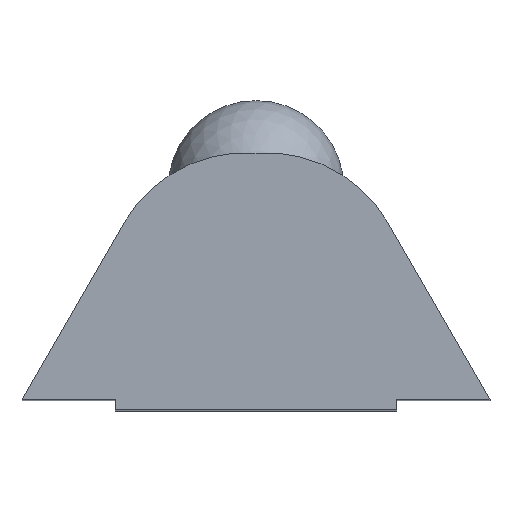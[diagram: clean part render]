
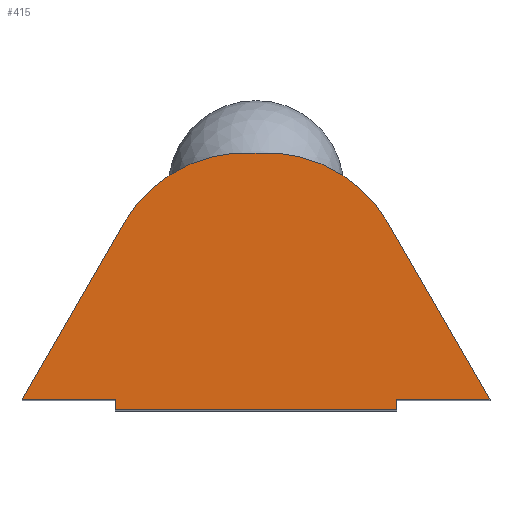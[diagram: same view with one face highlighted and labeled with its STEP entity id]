
A CAD part, top view. The second image highlights one B-rep face of the part: STEP entity #415.
In plain terms, the highlighted planar face has unit normal (0, 0, 1).
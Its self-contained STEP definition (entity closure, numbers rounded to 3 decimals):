
#21 = VECTOR ( 'NONE', #361, 1000. ) ;
#26 = EDGE_CURVE ( 'NONE', #410, #210, #545, .T. ) ;
#30 = VERTEX_POINT ( 'NONE', #53 ) ;
#46 = LINE ( 'NONE', #70, #326 ) ;
#47 = ORIENTED_EDGE ( 'NONE', *, *, #603, .T. ) ;
#53 = CARTESIAN_POINT ( 'NONE',  ( 0., 7., 0. ) ) ;
#55 = DIRECTION ( 'NONE',  ( 0., 0., 1. ) ) ;
#57 = ORIENTED_EDGE ( 'NONE', *, *, #338, .F. ) ;
#62 = CARTESIAN_POINT ( 'NONE',  ( -4., 0., 0. ) ) ;
#70 = CARTESIAN_POINT ( 'NONE',  ( 4., 0., 0. ) ) ;
#89 = ORIENTED_EDGE ( 'NONE', *, *, #108, .T. ) ;
#96 = VERTEX_POINT ( 'NONE', #577 ) ;
#108 = EDGE_CURVE ( 'NONE', #755, #670, #376, .T. ) ;
#113 = CIRCLE ( 'NONE', #578, 4. ) ;
#138 = CARTESIAN_POINT ( 'NONE',  ( 6.65, 0., 0. ) ) ;
#160 = DIRECTION ( 'NONE',  ( 0., 0., -1. ) ) ;
#166 = VECTOR ( 'NONE', #506, 1000. ) ;
#178 = VERTEX_POINT ( 'NONE', #389 ) ;
#210 = VERTEX_POINT ( 'NONE', #62 ) ;
#235 = ORIENTED_EDGE ( 'NONE', *, *, #26, .F. ) ;
#245 = VERTEX_POINT ( 'NONE', #569 ) ;
#250 = VECTOR ( 'NONE', #515, 1000. ) ;
#256 = DIRECTION ( 'NONE',  ( 1., 0., 0. ) ) ;
#257 = DIRECTION ( 'NONE',  ( 0., 1., 0. ) ) ;
#269 = LINE ( 'NONE', #552, #21 ) ;
#274 = DIRECTION ( 'NONE',  ( -1., 0., 0. ) ) ;
#281 = VECTOR ( 'NONE', #350, 1000. ) ;
#300 = DIRECTION ( 'NONE',  ( 0., 0., 1. ) ) ;
#303 = ORIENTED_EDGE ( 'NONE', *, *, #758, .T. ) ;
#315 = CIRCLE ( 'NONE', #607, 4. ) ;
#326 = VECTOR ( 'NONE', #257, 1000. ) ;
#338 = EDGE_CURVE ( 'NONE', #210, #245, #568, .T. ) ;
#341 = EDGE_LOOP ( 'NONE', ( #303, #572, #783, #57, #235, #622, #47, #89, #355 ) ) ;
#350 = DIRECTION ( 'NONE',  ( 1., 0., 0. ) ) ;
#355 = ORIENTED_EDGE ( 'NONE', *, *, #680, .T. ) ;
#361 = DIRECTION ( 'NONE',  ( -0.5, 0.866, 0. ) ) ;
#370 = PLANE ( 'NONE',  #411 ) ;
#376 = LINE ( 'NONE', #138, #804 ) ;
#389 = CARTESIAN_POINT ( 'NONE',  ( 4., -0.3, 0. ) ) ;
#401 = CARTESIAN_POINT ( 'NONE',  ( -6.65, 0., 0. ) ) ;
#410 = VERTEX_POINT ( 'NONE', #499 ) ;
#411 = AXIS2_PLACEMENT_3D ( 'NONE', #451, #55, #570 ) ;
#415 = ADVANCED_FACE ( 'NONE', ( #674 ), #370, .T. ) ;
#424 = CARTESIAN_POINT ( 'NONE',  ( 4., 0., 0. ) ) ;
#425 = VERTEX_POINT ( 'NONE', #810 ) ;
#430 = CARTESIAN_POINT ( 'NONE',  ( 4., -0.3, 0. ) ) ;
#451 = CARTESIAN_POINT ( 'NONE',  ( 0.293, 3.011, 0. ) ) ;
#453 = EDGE_CURVE ( 'NONE', #245, #96, #791, .T. ) ;
#499 = CARTESIAN_POINT ( 'NONE',  ( -4., -0.3, 0. ) ) ;
#500 = CARTESIAN_POINT ( 'NONE',  ( -0.293, 3.011, 0. ) ) ;
#506 = DIRECTION ( 'NONE',  ( 0., 1., 0. ) ) ;
#511 = DIRECTION ( 'NONE',  ( 0.5, 0.866, 0. ) ) ;
#515 = DIRECTION ( 'NONE',  ( -1., 0., 0. ) ) ;
#545 = LINE ( 'NONE', #625, #166 ) ;
#552 = CARTESIAN_POINT ( 'NONE',  ( 6.65, 0., 0. ) ) ;
#568 = LINE ( 'NONE', #401, #250 ) ;
#569 = CARTESIAN_POINT ( 'NONE',  ( -6.65, 0., 0. ) ) ;
#570 = DIRECTION ( 'NONE',  ( 1., 0., 0. ) ) ;
#572 = ORIENTED_EDGE ( 'NONE', *, *, #794, .F. ) ;
#577 = CARTESIAN_POINT ( 'NONE',  ( -3.757, 5.011, 0. ) ) ;
#578 = AXIS2_PLACEMENT_3D ( 'NONE', #656, #300, #747 ) ;
#603 = EDGE_CURVE ( 'NONE', #178, #755, #46, .T. ) ;
#607 = AXIS2_PLACEMENT_3D ( 'NONE', #500, #160, #274 ) ;
#618 = EDGE_CURVE ( 'NONE', #410, #178, #763, .T. ) ;
#622 = ORIENTED_EDGE ( 'NONE', *, *, #618, .T. ) ;
#625 = CARTESIAN_POINT ( 'NONE',  ( -4., 0., 0. ) ) ;
#656 = CARTESIAN_POINT ( 'NONE',  ( 0.293, 3.011, 0. ) ) ;
#670 = VERTEX_POINT ( 'NONE', #679 ) ;
#674 = FACE_OUTER_BOUND ( 'NONE', #341, .T. ) ;
#679 = CARTESIAN_POINT ( 'NONE',  ( 6.65, 0., 0. ) ) ;
#680 = EDGE_CURVE ( 'NONE', #670, #425, #269, .T. ) ;
#747 = DIRECTION ( 'NONE',  ( 1., 0., 0. ) ) ;
#749 = CARTESIAN_POINT ( 'NONE',  ( -6.65, 0., 0. ) ) ;
#751 = VECTOR ( 'NONE', #511, 1000. ) ;
#755 = VERTEX_POINT ( 'NONE', #424 ) ;
#758 = EDGE_CURVE ( 'NONE', #425, #30, #113, .T. ) ;
#763 = LINE ( 'NONE', #430, #281 ) ;
#783 = ORIENTED_EDGE ( 'NONE', *, *, #453, .F. ) ;
#791 = LINE ( 'NONE', #749, #751 ) ;
#794 = EDGE_CURVE ( 'NONE', #96, #30, #315, .T. ) ;
#804 = VECTOR ( 'NONE', #256, 1000. ) ;
#810 = CARTESIAN_POINT ( 'NONE',  ( 3.757, 5.011, 0. ) ) ;
